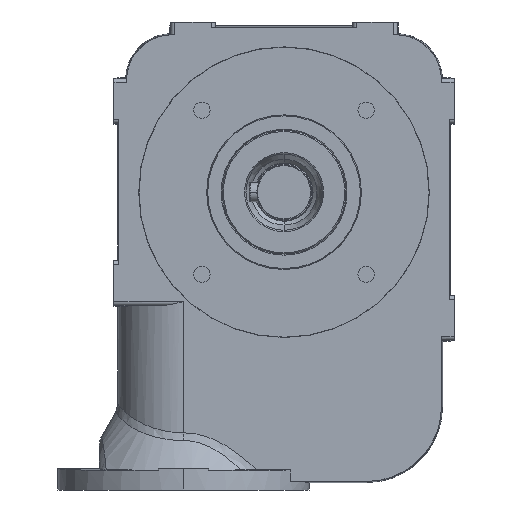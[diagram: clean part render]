
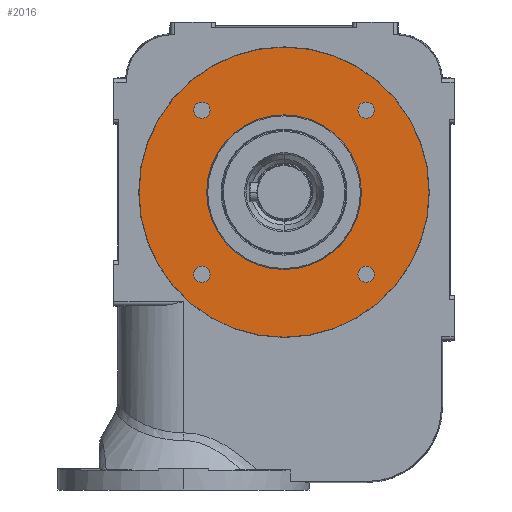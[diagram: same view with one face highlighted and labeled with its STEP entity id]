
A CAD part, left-side view. The second image highlights one B-rep face of the part: STEP entity #2016.
In plain terms, the highlighted planar face has unit normal (-1, 0, 0).
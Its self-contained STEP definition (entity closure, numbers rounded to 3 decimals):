
#30 = DIRECTION ( 'NONE',  ( 0., 0., 1. ) ) ;
#190 = ORIENTED_EDGE ( 'NONE', *, *, #271, .F. ) ;
#271 = EDGE_CURVE ( 'Defeature ausgef�hrt3_306+Defeature ausgef�hrt3_264+Defeature ausgef�hrt3_264+Defeature ausgef�hrt3_264', #11522, #6711, #11748, .T. ) ;
#358 = AXIS2_PLACEMENT_3D ( 'NONE', #3591, #5547, #11053 ) ;
#364 = DIRECTION ( 'NONE',  ( -1., 0., 0. ) ) ;
#657 = DIRECTION ( 'NONE',  ( 0., 0., 1. ) ) ;
#665 = FACE_OUTER_BOUND ( 'NONE', #12652, .T. ) ;
#719 = CARTESIAN_POINT ( 'NONE',  ( -20.5, -26., 97. ) ) ;
#736 = DIRECTION ( 'NONE',  ( 0., 0., 1. ) ) ;
#1087 = CIRCLE ( 'NONE', #4642, 2.1 ) ;
#1206 = AXIS2_PLACEMENT_3D ( 'NONE', #12650, #6042, #10231 ) ;
#1228 = CIRCLE ( 'NONE', #11021, 2.1 ) ;
#1408 = EDGE_LOOP ( 'NONE', ( #9625, #4935 ) ) ;
#1538 = CARTESIAN_POINT ( 'NONE',  ( -20.5, -26., 77. ) ) ;
#1581 = CARTESIAN_POINT ( 'NONE',  ( -20.5, -26., 114.509 ) ) ;
#1690 = EDGE_CURVE ( 'Defeature ausgef�hrt3_312+Defeature ausgef�hrt3_264+Defeature ausgef�hrt3_264+Defeature ausgef�hrt3_264', #13302, #5510, #13556, .T. ) ;
#1715 = CIRCLE ( 'NONE', #13278, 37.509 ) ;
#1860 = DIRECTION ( 'NONE',  ( 1., 0., 0. ) ) ;
#1935 = DIRECTION ( 'NONE',  ( -1., 0., 0. ) ) ;
#2016 = ADVANCED_FACE ( 'Defeature ausgef�hrt3_264', ( #6174, #5188, #9455, #10366, #11473, #665 ), #2837, .F. ) ;
#2038 = EDGE_CURVE ( 'Defeature ausgef�hrt3_264+Defeature ausgef�hrt3_263+Defeature ausgef�hrt3_263+Defeature ausgef�hrt3_263', #7080, #2446, #9668, .T. ) ;
#2287 = EDGE_CURVE ( 'Defeature ausgef�hrt3_312+Defeature ausgef�hrt3_264+Defeature ausgef�hrt3_264+Defeature ausgef�hrt3_264', #5510, #13302, #1228, .T. ) ;
#2423 = CIRCLE ( 'NONE', #5316, 2.1 ) ;
#2446 = VERTEX_POINT ( 'NONE', #719 ) ;
#2479 = CIRCLE ( 'NONE', #11391, 2.1 ) ;
#2546 = CARTESIAN_POINT ( 'NONE',  ( -20.5, -47.213, 96.113 ) ) ;
#2587 = ORIENTED_EDGE ( 'NONE', *, *, #6965, .F. ) ;
#2624 = CARTESIAN_POINT ( 'NONE',  ( -20.5, -47.213, 55.787 ) ) ;
#2699 = DIRECTION ( 'NONE',  ( -1., 0., 0. ) ) ;
#2837 = PLANE ( 'NONE',  #12979 ) ;
#2981 = CARTESIAN_POINT ( 'NONE',  ( -20.5, -47.213, 100.313 ) ) ;
#3040 = CARTESIAN_POINT ( 'NONE',  ( -20.5, -26., 77. ) ) ;
#3157 = ORIENTED_EDGE ( 'NONE', *, *, #9635, .F. ) ;
#3511 = EDGE_CURVE ( 'Defeature ausgef�hrt3_264+Defeature ausgef�hrt3_263+Defeature ausgef�hrt3_263+Defeature ausgef�hrt3_263', #2446, #7080, #4791, .T. ) ;
#3584 = CARTESIAN_POINT ( 'NONE',  ( -20.5, -26., 39.491 ) ) ;
#3591 = CARTESIAN_POINT ( 'NONE',  ( -20.5, -4.787, 98.213 ) ) ;
#3714 = EDGE_LOOP ( 'NONE', ( #11723, #5576 ) ) ;
#3722 = DIRECTION ( 'NONE',  ( -1., 0., 0. ) ) ;
#3937 = DIRECTION ( 'NONE',  ( -1., 0., 0. ) ) ;
#4229 = CARTESIAN_POINT ( 'NONE',  ( -20.5, -47.213, 98.213 ) ) ;
#4489 = AXIS2_PLACEMENT_3D ( 'NONE', #11307, #6012, #9360 ) ;
#4629 = CARTESIAN_POINT ( 'NONE',  ( -20.5, -47.213, 98.213 ) ) ;
#4642 = AXIS2_PLACEMENT_3D ( 'NONE', #11417, #1935, #8407 ) ;
#4791 = CIRCLE ( 'NONE', #11690, 20. ) ;
#4841 = DIRECTION ( 'NONE',  ( 0., 0., 1. ) ) ;
#4935 = ORIENTED_EDGE ( 'NONE', *, *, #2287, .F. ) ;
#5188 = FACE_BOUND ( 'NONE', #8957, .T. ) ;
#5316 = AXIS2_PLACEMENT_3D ( 'NONE', #10340, #3722, #7889 ) ;
#5434 = AXIS2_PLACEMENT_3D ( 'NONE', #2624, #2699, #12246 ) ;
#5510 = VERTEX_POINT ( 'NONE', #2546 ) ;
#5547 = DIRECTION ( 'NONE',  ( -1., 0., 0. ) ) ;
#5576 = ORIENTED_EDGE ( 'NONE', *, *, #3511, .T. ) ;
#5673 = EDGE_CURVE ( 'Defeature ausgef�hrt3_310+Defeature ausgef�hrt3_264+Defeature ausgef�hrt3_264+Defeature ausgef�hrt3_264', #6953, #6669, #2479, .T. ) ;
#6012 = DIRECTION ( 'NONE',  ( 1., 0., 0. ) ) ;
#6042 = DIRECTION ( 'NONE',  ( 1., 0., 0. ) ) ;
#6109 = DIRECTION ( 'NONE',  ( 0., 0., -1. ) ) ;
#6174 = FACE_BOUND ( 'NONE', #1408, .T. ) ;
#6353 = CARTESIAN_POINT ( 'NONE',  ( -20.5, -4.787, 96.113 ) ) ;
#6456 = EDGE_CURVE ( 'Defeature ausgef�hrt3_260+Defeature ausgef�hrt3_264+Defeature ausgef�hrt3_264+Defeature ausgef�hrt3_264', #11109, #7001, #10742, .T. ) ;
#6669 = VERTEX_POINT ( 'NONE', #11422 ) ;
#6711 = VERTEX_POINT ( 'NONE', #13564 ) ;
#6953 = VERTEX_POINT ( 'NONE', #7985 ) ;
#6965 = EDGE_CURVE ( 'Defeature ausgef�hrt3_310+Defeature ausgef�hrt3_264+Defeature ausgef�hrt3_264+Defeature ausgef�hrt3_264', #6669, #6953, #8991, .T. ) ;
#6972 = ORIENTED_EDGE ( 'NONE', *, *, #13504, .F. ) ;
#6995 = CARTESIAN_POINT ( 'NONE',  ( -20.5, -47.213, 55.787 ) ) ;
#7001 = VERTEX_POINT ( 'NONE', #1581 ) ;
#7077 = DIRECTION ( 'NONE',  ( 0., 0., -1. ) ) ;
#7080 = VERTEX_POINT ( 'NONE', #12512 ) ;
#7507 = DIRECTION ( 'NONE',  ( -1., 0., 0. ) ) ;
#7621 = ORIENTED_EDGE ( 'NONE', *, *, #13263, .F. ) ;
#7779 = AXIS2_PLACEMENT_3D ( 'NONE', #4229, #7507, #30 ) ;
#7889 = DIRECTION ( 'NONE',  ( 0., 0., 1. ) ) ;
#7985 = CARTESIAN_POINT ( 'NONE',  ( -20.5, -47.213, 53.687 ) ) ;
#8373 = CARTESIAN_POINT ( 'NONE',  ( -20.5, -4.787, 57.887 ) ) ;
#8387 = DIRECTION ( 'NONE',  ( -1., 0., 0. ) ) ;
#8407 = DIRECTION ( 'NONE',  ( 0., 0., 1. ) ) ;
#8794 = VERTEX_POINT ( 'NONE', #13287 ) ;
#8827 = CIRCLE ( 'NONE', #358, 2.1 ) ;
#8957 = EDGE_LOOP ( 'NONE', ( #2587, #12756 ) ) ;
#8991 = CIRCLE ( 'NONE', #5434, 2.1 ) ;
#9360 = DIRECTION ( 'NONE',  ( 0., 0., -1. ) ) ;
#9455 = FACE_BOUND ( 'NONE', #11900, .T. ) ;
#9625 = ORIENTED_EDGE ( 'NONE', *, *, #1690, .F. ) ;
#9635 = EDGE_CURVE ( 'Defeature ausgef�hrt3_260+Defeature ausgef�hrt3_264+Defeature ausgef�hrt3_264+Defeature ausgef�hrt3_264', #7001, #11109, #1715, .T. ) ;
#9668 = CIRCLE ( 'NONE', #1206, 20. ) ;
#9748 = AXIS2_PLACEMENT_3D ( 'NONE', #13418, #8387, #736 ) ;
#10039 = EDGE_LOOP ( 'NONE', ( #190, #7621 ) ) ;
#10047 = DIRECTION ( 'NONE',  ( 1., 0., 0. ) ) ;
#10231 = DIRECTION ( 'NONE',  ( 0., 0., -1. ) ) ;
#10340 = CARTESIAN_POINT ( 'NONE',  ( -20.5, -4.787, 98.213 ) ) ;
#10366 = FACE_BOUND ( 'NONE', #10039, .T. ) ;
#10437 = CARTESIAN_POINT ( 'NONE',  ( -20.5, -26., 77. ) ) ;
#10742 = CIRCLE ( 'NONE', #4489, 37.509 ) ;
#11021 = AXIS2_PLACEMENT_3D ( 'NONE', #4629, #364, #4841 ) ;
#11053 = DIRECTION ( 'NONE',  ( 0., 0., 1. ) ) ;
#11109 = VERTEX_POINT ( 'NONE', #3584 ) ;
#11134 = ORIENTED_EDGE ( 'NONE', *, *, #6456, .F. ) ;
#11156 = DIRECTION ( 'NONE',  ( 0., 0., -1. ) ) ;
#11307 = CARTESIAN_POINT ( 'NONE',  ( -20.5, -26., 77. ) ) ;
#11370 = EDGE_CURVE ( 'Defeature ausgef�hrt3_308+Defeature ausgef�hrt3_264+Defeature ausgef�hrt3_264+Defeature ausgef�hrt3_264', #8794, #11604, #8827, .T. ) ;
#11391 = AXIS2_PLACEMENT_3D ( 'NONE', #6995, #3937, #657 ) ;
#11417 = CARTESIAN_POINT ( 'NONE',  ( -20.5, -4.787, 55.787 ) ) ;
#11422 = CARTESIAN_POINT ( 'NONE',  ( -20.5, -47.213, 57.887 ) ) ;
#11473 = FACE_BOUND ( 'NONE', #3714, .T. ) ;
#11522 = VERTEX_POINT ( 'NONE', #8373 ) ;
#11604 = VERTEX_POINT ( 'NONE', #6353 ) ;
#11690 = AXIS2_PLACEMENT_3D ( 'NONE', #1538, #10047, #11156 ) ;
#11723 = ORIENTED_EDGE ( 'NONE', *, *, #2038, .T. ) ;
#11748 = CIRCLE ( 'NONE', #9748, 2.1 ) ;
#11900 = EDGE_LOOP ( 'NONE', ( #13015, #6972 ) ) ;
#12246 = DIRECTION ( 'NONE',  ( 0., 0., 1. ) ) ;
#12512 = CARTESIAN_POINT ( 'NONE',  ( -20.5, -26., 57. ) ) ;
#12650 = CARTESIAN_POINT ( 'NONE',  ( -20.5, -26., 77. ) ) ;
#12652 = EDGE_LOOP ( 'NONE', ( #3157, #11134 ) ) ;
#12756 = ORIENTED_EDGE ( 'NONE', *, *, #5673, .F. ) ;
#12979 = AXIS2_PLACEMENT_3D ( 'NONE', #10437, #13615, #7077 ) ;
#13015 = ORIENTED_EDGE ( 'NONE', *, *, #11370, .F. ) ;
#13263 = EDGE_CURVE ( 'Defeature ausgef�hrt3_306+Defeature ausgef�hrt3_264+Defeature ausgef�hrt3_264+Defeature ausgef�hrt3_264', #6711, #11522, #1087, .T. ) ;
#13278 = AXIS2_PLACEMENT_3D ( 'NONE', #3040, #1860, #6109 ) ;
#13287 = CARTESIAN_POINT ( 'NONE',  ( -20.5, -4.787, 100.313 ) ) ;
#13302 = VERTEX_POINT ( 'NONE', #2981 ) ;
#13418 = CARTESIAN_POINT ( 'NONE',  ( -20.5, -4.787, 55.787 ) ) ;
#13504 = EDGE_CURVE ( 'Defeature ausgef�hrt3_308+Defeature ausgef�hrt3_264+Defeature ausgef�hrt3_264+Defeature ausgef�hrt3_264', #11604, #8794, #2423, .T. ) ;
#13556 = CIRCLE ( 'NONE', #7779, 2.1 ) ;
#13564 = CARTESIAN_POINT ( 'NONE',  ( -20.5, -4.787, 53.687 ) ) ;
#13615 = DIRECTION ( 'NONE',  ( 1., 0., 0. ) ) ;
